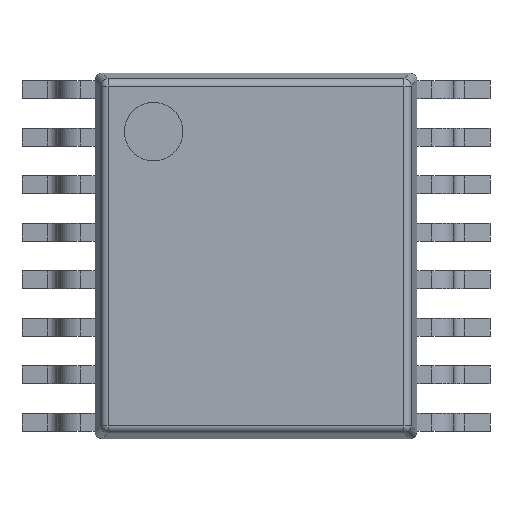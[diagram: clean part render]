
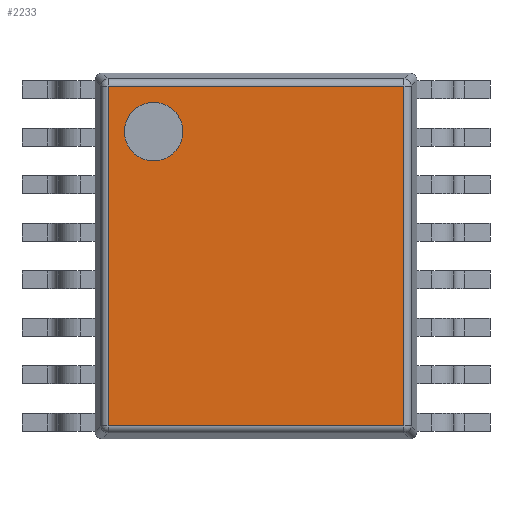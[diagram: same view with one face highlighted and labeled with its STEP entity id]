
A CAD part, top view. The second image highlights one B-rep face of the part: STEP entity #2233.
In plain terms, the highlighted face is planar.
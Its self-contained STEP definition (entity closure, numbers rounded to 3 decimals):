
#824=CARTESIAN_POINT('',(-1.4,0.45,-1.7));
#825=DIRECTION('',(0.,-1.,0.));
#826=DIRECTION('',(1.,0.,0.));
#827=AXIS2_PLACEMENT_3D('',#824,#825,#826);
#832=CARTESIAN_POINT('',(-1.4,0.45,-1.7));
#833=DIRECTION('',(0.,-1.,0.));
#834=DIRECTION('',(-1.,0.,0.));
#835=AXIS2_PLACEMENT_3D('',#832,#833,#834);
#840=DIRECTION('',(0.,0.,1.));
#841=VECTOR('',#840,4.647);
#842=CARTESIAN_POINT('',(-2.023,0.45,-2.323));
#843=LINE('',#842,#841);
#847=DIRECTION('',(-1.,0.,0.));
#848=VECTOR('',#847,4.047);
#849=CARTESIAN_POINT('',(2.023,0.45,-2.323));
#850=LINE('',#849,#848);
#854=DIRECTION('',(0.,0.,-1.));
#855=VECTOR('',#854,4.647);
#856=CARTESIAN_POINT('',(2.023,0.45,2.323));
#857=LINE('',#856,#855);
#861=DIRECTION('',(1.,0.,0.));
#862=VECTOR('',#861,4.047);
#863=CARTESIAN_POINT('',(-2.023,0.45,2.323));
#864=LINE('',#863,#862);
#1427=CARTESIAN_POINT('',(-1.,0.45,-1.7));
#1428=CARTESIAN_POINT('',(-1.8,0.45,-1.7));
#1429=VERTEX_POINT('',#1427);
#1430=VERTEX_POINT('',#1428);
#1443=CARTESIAN_POINT('',(-2.023,0.45,-2.323));
#1444=CARTESIAN_POINT('',(-2.023,0.45,2.323));
#1445=VERTEX_POINT('',#1443);
#1446=VERTEX_POINT('',#1444);
#1451=CARTESIAN_POINT('',(2.023,0.45,2.323));
#1452=CARTESIAN_POINT('',(2.023,0.45,-2.323));
#1453=VERTEX_POINT('',#1451);
#1454=VERTEX_POINT('',#1452);
#2216=CARTESIAN_POINT('',(0.,0.45,0.));
#2217=DIRECTION('',(0.,1.,0.));
#2218=DIRECTION('',(1.,0.,0.));
#2219=AXIS2_PLACEMENT_3D('',#2216,#2217,#2218);
#2220=PLANE('',#2219);
#2221=ORIENTED_EDGE('',*,*,#2140,.F.);
#2222=ORIENTED_EDGE('',*,*,#2207,.F.);
#2223=ORIENTED_EDGE('',*,*,#2049,.F.);
#2224=ORIENTED_EDGE('',*,*,#2078,.F.);
#2225=EDGE_LOOP('',(#2221,#2222,#2223,#2224));
#2226=FACE_OUTER_BOUND('',#2225,.F.);
#2228=ORIENTED_EDGE('',*,*,#2227,.F.);
#2230=ORIENTED_EDGE('',*,*,#2229,.F.);
#2231=EDGE_LOOP('',(#2228,#2230));
#2232=FACE_BOUND('',#2231,.F.);
#828=CIRCLE('',#827,0.4);
#836=CIRCLE('',#835,0.4);
#2049=EDGE_CURVE('',#1453,#1454,#857,.T.);
#2078=EDGE_CURVE('',#1446,#1453,#864,.T.);
#2140=EDGE_CURVE('',#1445,#1446,#843,.T.);
#2207=EDGE_CURVE('',#1454,#1445,#850,.T.);
#2227=EDGE_CURVE('',#1429,#1430,#828,.T.);
#2229=EDGE_CURVE('',#1430,#1429,#836,.T.);
#2233=ADVANCED_FACE('',(#2226,#2232),#2220,.T.);
